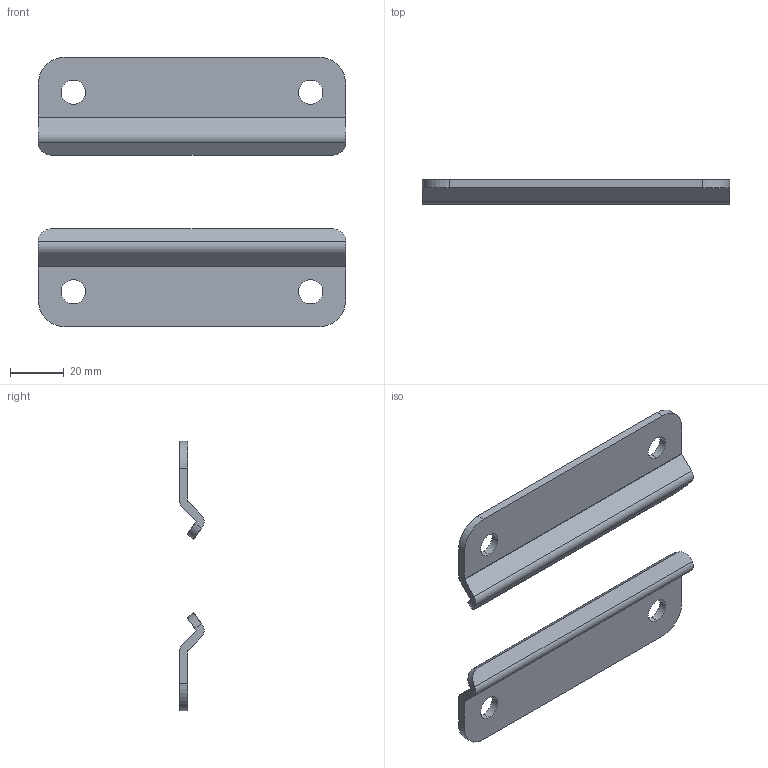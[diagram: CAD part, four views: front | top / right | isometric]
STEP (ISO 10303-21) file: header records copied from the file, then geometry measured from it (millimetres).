
FILE_DESCRIPTION (( 'STEP AP203' ), '1' );
FILE_NAME ('T85085.STEP', '2018-09-21T15:44:22', ( '' ), ( '' ), 'SwSTEP 2.0', 'SolidWorks 2016', '' );
FILE_SCHEMA (( 'CONFIG_CONTROL_DESIGN' ));
Length unit declared in the file: millimetre
Products named in the file (2): T85085; TH1673
Assembly tree (2 placements, depth 2):
  T85085
    TH1673  x2
Bounding box: 114 x 9.08 x 100 mm (x, y, z)
Volume: 25561 mm3; surface area: 19138.2 mm2
Topology: 2 solids, 2 shells, 44 faces, 120 edges, 80 vertices
Faces by surface type: cylinder 24, plane 20
Entity records: 944 total; most frequent: DIRECTION 138, CARTESIAN_POINT 127, ORIENTED_EDGE 120, EDGE_CURVE 60, AXIS2_PLACEMENT_3D 51, VERTEX_POINT 40, VECTOR 36, LINE 36
